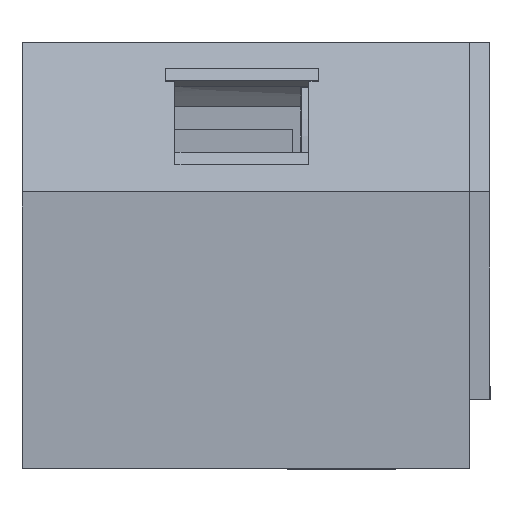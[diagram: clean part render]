
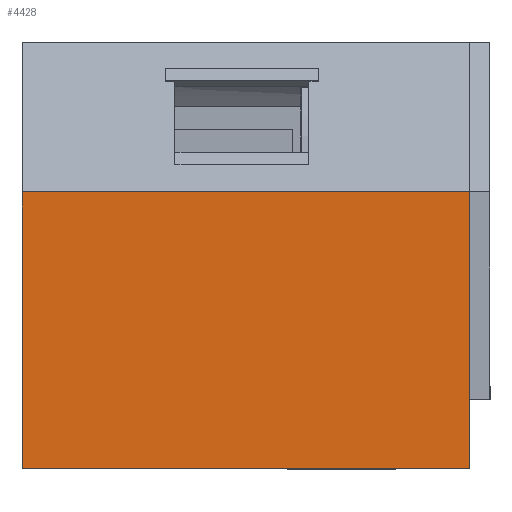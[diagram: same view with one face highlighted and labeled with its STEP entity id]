
A CAD part, left-side view. The second image highlights one B-rep face of the part: STEP entity #4428.
In plain terms, the highlighted planar face has unit normal (-1, 0, 0).
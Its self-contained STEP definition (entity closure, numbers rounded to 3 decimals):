
#363=FACE_OUTER_BOUND('',#623,.T.);
#623=EDGE_LOOP('',(#2990,#2991,#2992,#2993));
#939=LINE('',#6594,#1419);
#940=LINE('',#6596,#1420);
#941=LINE('',#6598,#1421);
#942=LINE('',#6599,#1422);
#1419=VECTOR('',#5244,10.);
#1420=VECTOR('',#5245,10.);
#1421=VECTOR('',#5246,10.);
#1422=VECTOR('',#5247,10.);
#1907=VERTEX_POINT('',#6592);
#1908=VERTEX_POINT('',#6593);
#1909=VERTEX_POINT('',#6595);
#1910=VERTEX_POINT('',#6597);
#2339=EDGE_CURVE('',#1907,#1908,#939,.T.);
#2340=EDGE_CURVE('',#1909,#1908,#940,.T.);
#2341=EDGE_CURVE('',#1910,#1909,#941,.T.);
#2342=EDGE_CURVE('',#1907,#1910,#942,.T.);
#2990=ORIENTED_EDGE('',*,*,#2339,.T.);
#2991=ORIENTED_EDGE('',*,*,#2340,.F.);
#2992=ORIENTED_EDGE('',*,*,#2341,.F.);
#2993=ORIENTED_EDGE('',*,*,#2342,.F.);
#4233=PLANE('',#4780);
#4428=ADVANCED_FACE('',(#363),#4233,.F.);
#4780=AXIS2_PLACEMENT_3D('',#6591,#5242,#5243);
#5242=DIRECTION('center_axis',(1.,0.,0.));
#5243=DIRECTION('ref_axis',(0.,-1.,0.));
#5244=DIRECTION('',(0.,1.,0.));
#5245=DIRECTION('',(0.,0.,1.));
#5246=DIRECTION('',(0.,1.,0.));
#5247=DIRECTION('',(0.,0.,-1.));
#6591=CARTESIAN_POINT('Origin',(-209.37,-100.825,60.197));
#6592=CARTESIAN_POINT('',(-209.37,-200.825,90.197));
#6593=CARTESIAN_POINT('',(-209.37,9.175,90.197));
#6594=CARTESIAN_POINT('',(-209.37,-150.825,90.197));
#6595=CARTESIAN_POINT('',(-209.37,9.175,-39.803));
#6596=CARTESIAN_POINT('',(-209.37,9.175,-39.803));
#6597=CARTESIAN_POINT('',(-209.37,-200.825,-39.803));
#6598=CARTESIAN_POINT('',(-209.37,-200.825,-39.803));
#6599=CARTESIAN_POINT('',(-209.37,-200.825,160.197));
